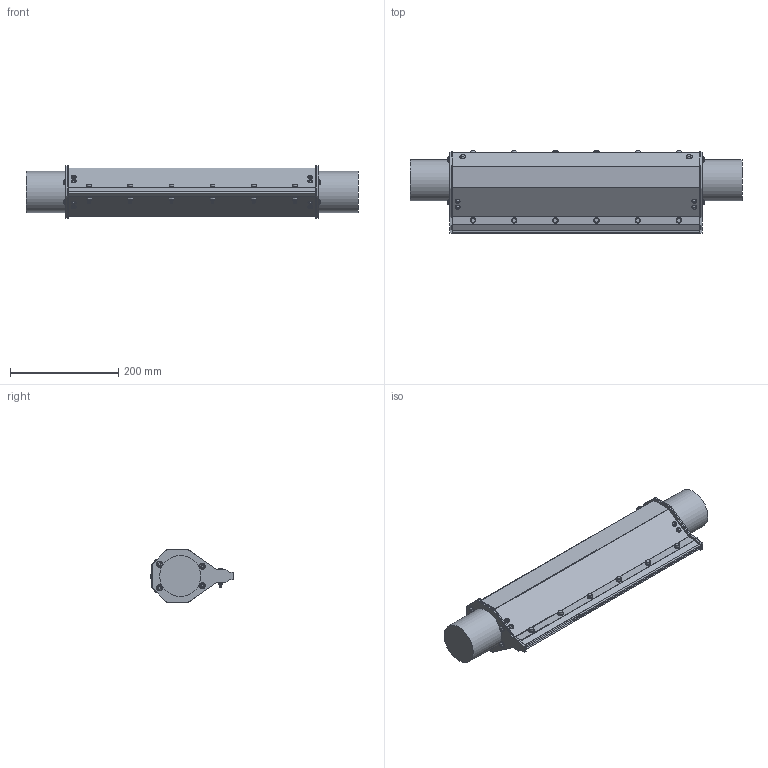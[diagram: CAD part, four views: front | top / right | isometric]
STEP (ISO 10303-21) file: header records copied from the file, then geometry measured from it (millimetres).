
FILE_DESCRIPTION(/* description */ (''),/* implementation_level */ '2;1');
FILE_NAME(/* name */ 'KAB1xxx18 DUMMY.stp',/* time_stamp */ '2018-02-20T10:36:09-05:00',/* author */ ('James'),/* organization */ (''),/* preprocessor_version */ 'ST-DEVELOPER v16.5',/* originating_system */ 'Autodesk Inventor 2017',/* authorisation */ '');
FILE_SCHEMA (('AUTOMOTIVE_DESIGN { 1 0 10303 214 3 1 1 }'));
Length unit declared in the file: inch
Products named in the file (1): KAB1xxx18 DUMMY
Bounding box: 614.38 x 153.79 x 96.52 mm (x, y, z)
Volume: 4510958.8 mm3; surface area: 246814.6 mm2
Topology: 1 solids, 1 shells, 492 faces, 1077 edges, 704 vertices
Faces by surface type: plane 230, cylinder 128, cone 90, sphere 26, bspline 12, torus 6
Full cylindrical faces by diameter (mm): 7.6 x8, 8.5 x6, 9 x8, 9.5 x12, 10 x12, 10.135 x6, 10.5 x6, 11 x18, 76.2 x2
Entity records: 30647 total; most frequent: CARTESIAN_POINT 20414, DIRECTION 2095, ORIENTED_EDGE 1862, EDGE_CURVE 931, AXIS2_PLACEMENT_3D 875, EDGE_LOOP 711, VERTEX_POINT 660, FACE_OUTER_BOUND 492
